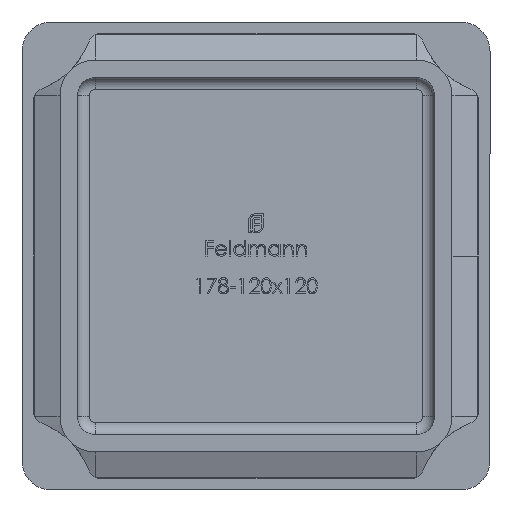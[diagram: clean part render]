
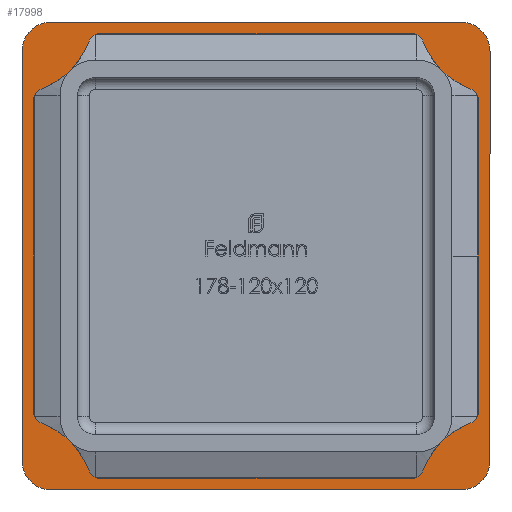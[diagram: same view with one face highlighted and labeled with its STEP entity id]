
A CAD part, front view. The second image highlights one B-rep face of the part: STEP entity #17998.
In plain terms, the highlighted planar face has unit normal (0, -1, 0).
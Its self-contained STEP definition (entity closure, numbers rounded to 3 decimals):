
#6 = ORIENTED_EDGE ( 'NONE', *, *, #17337, .T. ) ;
#317 = CARTESIAN_POINT ( 'NONE',  ( -13.75, 0., -16.75 ) ) ;
#643 = CARTESIAN_POINT ( 'NONE',  ( 20., 0., -20. ) ) ;
#1309 = VERTEX_POINT ( 'NONE', #16496 ) ;
#1734 = ORIENTED_EDGE ( 'NONE', *, *, #10432, .F. ) ;
#1859 = DIRECTION ( 'NONE',  ( 0., -1., 0. ) ) ;
#2366 = EDGE_CURVE ( 'NONE', #5896, #16961, #14946, .T. ) ;
#2398 = CARTESIAN_POINT ( 'NONE',  ( 16.75, 0., 13.75 ) ) ;
#2454 = EDGE_CURVE ( 'NONE', #10677, #19919, #11265, .T. ) ;
#2613 = VERTEX_POINT ( 'NONE', #6579 ) ;
#2616 = VERTEX_POINT ( 'NONE', #11491 ) ;
#2645 = CARTESIAN_POINT ( 'NONE',  ( 17.5, 0., 20. ) ) ;
#2784 = LINE ( 'NONE', #2398, #15344 ) ;
#3075 = EDGE_CURVE ( 'NONE', #11625, #16295, #14926, .T. ) ;
#3087 = CARTESIAN_POINT ( 'NONE',  ( 13.75, 0., -13.75 ) ) ;
#3283 = VERTEX_POINT ( 'NONE', #15833 ) ;
#3349 = CIRCLE ( 'NONE', #4737, 2.5 ) ;
#3448 = VECTOR ( 'NONE', #15400, 1000. ) ;
#3457 = DIRECTION ( 'NONE',  ( 0., 0., 1. ) ) ;
#3822 = CIRCLE ( 'NONE', #19750, 3. ) ;
#4003 = CARTESIAN_POINT ( 'NONE',  ( 20., 0., 17.5 ) ) ;
#4126 = ORIENTED_EDGE ( 'NONE', *, *, #8892, .T. ) ;
#4406 = CARTESIAN_POINT ( 'NONE',  ( -16.75, 0., 13.75 ) ) ;
#4573 = VERTEX_POINT ( 'NONE', #8376 ) ;
#4673 = DIRECTION ( 'NONE',  ( 0., -1., 0. ) ) ;
#4737 = AXIS2_PLACEMENT_3D ( 'NONE', #5638, #13212, #19680 ) ;
#4920 = ORIENTED_EDGE ( 'NONE', *, *, #7026, .F. ) ;
#4962 = ORIENTED_EDGE ( 'NONE', *, *, #15917, .F. ) ;
#5032 = EDGE_CURVE ( 'NONE', #3283, #16295, #6756, .T. ) ;
#5052 = DIRECTION ( 'NONE',  ( 0., -1., 0. ) ) ;
#5183 = DIRECTION ( 'NONE',  ( 0., 0., 1. ) ) ;
#5199 = ORIENTED_EDGE ( 'NONE', *, *, #12831, .F. ) ;
#5459 = DIRECTION ( 'NONE',  ( 0., -1., 0. ) ) ;
#5631 = EDGE_CURVE ( 'NONE', #2616, #7036, #3822, .T. ) ;
#5638 = CARTESIAN_POINT ( 'NONE',  ( 17.5, 0., -17.5 ) ) ;
#5896 = VERTEX_POINT ( 'NONE', #9904 ) ;
#6160 = DIRECTION ( 'NONE',  ( 0., 0., 1. ) ) ;
#6262 = AXIS2_PLACEMENT_3D ( 'NONE', #13829, #9466, #19052 ) ;
#6347 = CARTESIAN_POINT ( 'NONE',  ( -20., 0., 17.5 ) ) ;
#6445 = EDGE_LOOP ( 'NONE', ( #1734, #17539, #5199, #12277, #17866, #11410, #4962, #6979 ) ) ;
#6579 = CARTESIAN_POINT ( 'NONE',  ( -20., 0., -17.5 ) ) ;
#6756 = LINE ( 'NONE', #14369, #10500 ) ;
#6979 = ORIENTED_EDGE ( 'NONE', *, *, #20286, .F. ) ;
#7026 = EDGE_CURVE ( 'NONE', #2613, #15232, #15960, .T. ) ;
#7036 = VERTEX_POINT ( 'NONE', #12360 ) ;
#7119 = DIRECTION ( 'NONE',  ( 0., 0., 1. ) ) ;
#7325 = AXIS2_PLACEMENT_3D ( 'NONE', #16784, #7360, #12110 ) ;
#7360 = DIRECTION ( 'NONE',  ( 0., 1., 0. ) ) ;
#7574 = CIRCLE ( 'NONE', #12129, 2.5 ) ;
#7653 = LINE ( 'NONE', #4406, #3448 ) ;
#7752 = LINE ( 'NONE', #18857, #13168 ) ;
#7782 = CARTESIAN_POINT ( 'NONE',  ( -13.75, 0., -13.75 ) ) ;
#7849 = AXIS2_PLACEMENT_3D ( 'NONE', #18758, #12223, #6160 ) ;
#7908 = DIRECTION ( 'NONE',  ( -1., 0., 0. ) ) ;
#8135 = ORIENTED_EDGE ( 'NONE', *, *, #5032, .F. ) ;
#8285 = EDGE_CURVE ( 'NONE', #3283, #15232, #7574, .T. ) ;
#8305 = CARTESIAN_POINT ( 'NONE',  ( 17.5, 0., 17.5 ) ) ;
#8374 = CARTESIAN_POINT ( 'NONE',  ( -17.5, 0., 17.5 ) ) ;
#8376 = CARTESIAN_POINT ( 'NONE',  ( 17.5, 0., -20. ) ) ;
#8880 = DIRECTION ( 'NONE',  ( 1., 0., 0. ) ) ;
#8892 = EDGE_CURVE ( 'NONE', #4573, #1309, #3349, .T. ) ;
#9466 = DIRECTION ( 'NONE',  ( 0., -1., 0. ) ) ;
#9523 = DIRECTION ( 'NONE',  ( 0., -1., 0. ) ) ;
#9904 = CARTESIAN_POINT ( 'NONE',  ( -16.75, 0., -13.75 ) ) ;
#10253 = CARTESIAN_POINT ( 'NONE',  ( 13.75, 0., 13.75 ) ) ;
#10432 = EDGE_CURVE ( 'NONE', #7036, #15387, #7752, .T. ) ;
#10500 = VECTOR ( 'NONE', #17552, 1000. ) ;
#10591 = VECTOR ( 'NONE', #17905, 1000. ) ;
#10677 = VERTEX_POINT ( 'NONE', #11891 ) ;
#10839 = DIRECTION ( 'NONE',  ( 0., 0., 1. ) ) ;
#11136 = ORIENTED_EDGE ( 'NONE', *, *, #3075, .T. ) ;
#11265 = CIRCLE ( 'NONE', #17849, 3. ) ;
#11299 = FACE_BOUND ( 'NONE', #6445, .T. ) ;
#11410 = ORIENTED_EDGE ( 'NONE', *, *, #2366, .F. ) ;
#11491 = CARTESIAN_POINT ( 'NONE',  ( 16.75, 0., 13.75 ) ) ;
#11580 = CARTESIAN_POINT ( 'NONE',  ( -20., 0., -20. ) ) ;
#11625 = VERTEX_POINT ( 'NONE', #4003 ) ;
#11891 = CARTESIAN_POINT ( 'NONE',  ( 13.75, 0., -16.75 ) ) ;
#12110 = DIRECTION ( 'NONE',  ( 0., 0., 1. ) ) ;
#12119 = LINE ( 'NONE', #643, #19989 ) ;
#12129 = AXIS2_PLACEMENT_3D ( 'NONE', #8374, #5052, #5183 ) ;
#12223 = DIRECTION ( 'NONE',  ( 0., -1., 0. ) ) ;
#12277 = ORIENTED_EDGE ( 'NONE', *, *, #2454, .F. ) ;
#12360 = CARTESIAN_POINT ( 'NONE',  ( 13.75, 0., 16.75 ) ) ;
#12389 = EDGE_CURVE ( 'NONE', #16961, #10677, #18589, .T. ) ;
#12831 = EDGE_CURVE ( 'NONE', #19919, #2616, #2784, .T. ) ;
#13112 = DIRECTION ( 'NONE',  ( 0., 0., -1. ) ) ;
#13168 = VECTOR ( 'NONE', #7908, 1000. ) ;
#13212 = DIRECTION ( 'NONE',  ( 0., -1., 0. ) ) ;
#13408 = ORIENTED_EDGE ( 'NONE', *, *, #17815, .F. ) ;
#13829 = CARTESIAN_POINT ( 'NONE',  ( -13.75, 0., 13.75 ) ) ;
#13849 = CARTESIAN_POINT ( 'NONE',  ( -13.75, 0., -16.75 ) ) ;
#14086 = DIRECTION ( 'NONE',  ( 0., 0., -1. ) ) ;
#14369 = CARTESIAN_POINT ( 'NONE',  ( -20., 0., 20. ) ) ;
#14458 = CARTESIAN_POINT ( 'NONE',  ( -13.75, 0., 16.75 ) ) ;
#14683 = AXIS2_PLACEMENT_3D ( 'NONE', #7782, #4673, #10839 ) ;
#14700 = CARTESIAN_POINT ( 'NONE',  ( -16.75, 0., 13.75 ) ) ;
#14771 = EDGE_CURVE ( 'NONE', #11625, #1309, #12119, .T. ) ;
#14926 = CIRCLE ( 'NONE', #18687, 2.5 ) ;
#14946 = CIRCLE ( 'NONE', #14683, 3. ) ;
#14968 = VECTOR ( 'NONE', #20268, 1000. ) ;
#14986 = CIRCLE ( 'NONE', #7849, 2.5 ) ;
#14995 = DIRECTION ( 'NONE',  ( 0., 0., 1. ) ) ;
#15203 = PLANE ( 'NONE',  #7325 ) ;
#15232 = VERTEX_POINT ( 'NONE', #6347 ) ;
#15344 = VECTOR ( 'NONE', #14995, 1000. ) ;
#15387 = VERTEX_POINT ( 'NONE', #14458 ) ;
#15400 = DIRECTION ( 'NONE',  ( 0., 0., -1. ) ) ;
#15833 = CARTESIAN_POINT ( 'NONE',  ( -17.5, 0., 20. ) ) ;
#15837 = ORIENTED_EDGE ( 'NONE', *, *, #8285, .T. ) ;
#15917 = EDGE_CURVE ( 'NONE', #19593, #5896, #7653, .T. ) ;
#15960 = LINE ( 'NONE', #20201, #14968 ) ;
#16295 = VERTEX_POINT ( 'NONE', #2645 ) ;
#16496 = CARTESIAN_POINT ( 'NONE',  ( 20., 0., -17.5 ) ) ;
#16530 = CIRCLE ( 'NONE', #6262, 3. ) ;
#16784 = CARTESIAN_POINT ( 'NONE',  ( 0., 0., 0. ) ) ;
#16961 = VERTEX_POINT ( 'NONE', #317 ) ;
#17337 = EDGE_CURVE ( 'NONE', #2613, #17475, #14986, .T. ) ;
#17445 = FACE_OUTER_BOUND ( 'NONE', #18744, .T. ) ;
#17475 = VERTEX_POINT ( 'NONE', #17997 ) ;
#17539 = ORIENTED_EDGE ( 'NONE', *, *, #5631, .F. ) ;
#17552 = DIRECTION ( 'NONE',  ( 1., 0., 0. ) ) ;
#17815 = EDGE_CURVE ( 'NONE', #4573, #17475, #18924, .T. ) ;
#17849 = AXIS2_PLACEMENT_3D ( 'NONE', #3087, #9523, #14086 ) ;
#17866 = ORIENTED_EDGE ( 'NONE', *, *, #12389, .F. ) ;
#17905 = DIRECTION ( 'NONE',  ( -1., 0., 0. ) ) ;
#17997 = CARTESIAN_POINT ( 'NONE',  ( -17.5, 0., -20. ) ) ;
#17998 = ADVANCED_FACE ( 'NONE', ( #11299, #17445 ), #15203, .F. ) ;
#18092 = VECTOR ( 'NONE', #8880, 1000. ) ;
#18589 = LINE ( 'NONE', #13849, #18092 ) ;
#18687 = AXIS2_PLACEMENT_3D ( 'NONE', #8305, #1859, #3457 ) ;
#18744 = EDGE_LOOP ( 'NONE', ( #13408, #4126, #19134, #11136, #8135, #15837, #4920, #6 ) ) ;
#18758 = CARTESIAN_POINT ( 'NONE',  ( -17.5, 0., -17.5 ) ) ;
#18857 = CARTESIAN_POINT ( 'NONE',  ( -13.75, 0., 16.75 ) ) ;
#18924 = LINE ( 'NONE', #11580, #10591 ) ;
#18940 = CARTESIAN_POINT ( 'NONE',  ( 16.75, 0., -13.75 ) ) ;
#19052 = DIRECTION ( 'NONE',  ( 0., 0., 1. ) ) ;
#19134 = ORIENTED_EDGE ( 'NONE', *, *, #14771, .F. ) ;
#19593 = VERTEX_POINT ( 'NONE', #14700 ) ;
#19680 = DIRECTION ( 'NONE',  ( 0., 0., 1. ) ) ;
#19750 = AXIS2_PLACEMENT_3D ( 'NONE', #10253, #5459, #7119 ) ;
#19919 = VERTEX_POINT ( 'NONE', #18940 ) ;
#19989 = VECTOR ( 'NONE', #13112, 1000. ) ;
#20201 = CARTESIAN_POINT ( 'NONE',  ( -20., 0., -20. ) ) ;
#20268 = DIRECTION ( 'NONE',  ( 0., 0., 1. ) ) ;
#20286 = EDGE_CURVE ( 'NONE', #15387, #19593, #16530, .T. ) ;
